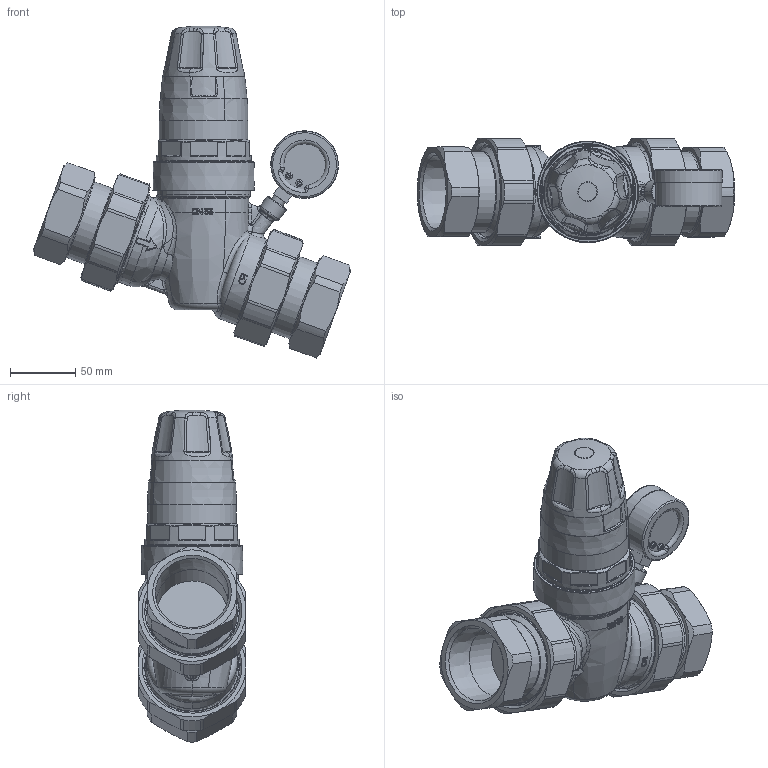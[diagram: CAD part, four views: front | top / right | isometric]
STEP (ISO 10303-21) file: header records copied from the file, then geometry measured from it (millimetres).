
FILE_DESCRIPTION(/* description */ (''),/* implementation_level */ '2;1');
FILE_NAME(/* name */ '535391HA.stp',/* time_stamp */ '2024-07-31T12:22:43-05:00',/* author */ ('Mike'),/* organization */ (''),/* preprocessor_version */ 'ST-DEVELOPER v20',/* originating_system */ 'Autodesk Inventor 2024',/* authorisation */ '');
FILE_SCHEMA (('AUTOMOTIVE_DESIGN { 1 0 10303 214 3 1 1 }'));
Length unit declared in the file: millimetre
Products named in the file (6): 535391HA; 535890HA - TST; F0000495; H0001384; H0001386; NA10273
Assembly tree (6 placements, depth 3):
  535391HA
    535890HA - TST
    F0000495  x2
      H0001384
      H0001386
    NA10273
Bounding box: 243.99 x 82.86 x 255.15 mm (x, y, z)
Volume: 1269081 mm3; surface area: 171170.8 mm2
Topology: 6 solids, 23 shells, 1166 faces, 2928 edges, 1838 vertices
Faces by surface type: bspline 469, plane 213, cylinder 209, cone 145, torus 107, sphere 23
Full cylindrical faces by diameter (mm): 1.089 x2, 2.723 x1, 3.81 x1, 5.3 x2, 7.95 x1, 10.16 x1, 13 x1, 14 x1, 44 x1, 51 x1, 52 x1, 55 x2, 62 x2, 68 x1, 69.6 x2, 72.6 x2, 72.8 x4, 73 x1, 74.9 x2, 76 x2
Entity records: 76224 total; most frequent: CARTESIAN_POINT 52935, ORIENTED_EDGE 5418, DIRECTION 3536, EDGE_CURVE 2709, VERTEX_POINT 1707, AXIS2_PLACEMENT_3D 1479, B_SPLINE_CURVE_WITH_KNOTS 1220, EDGE_LOOP 1120
